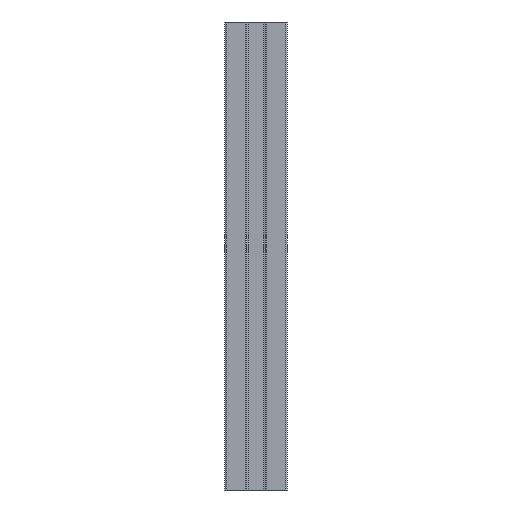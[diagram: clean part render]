
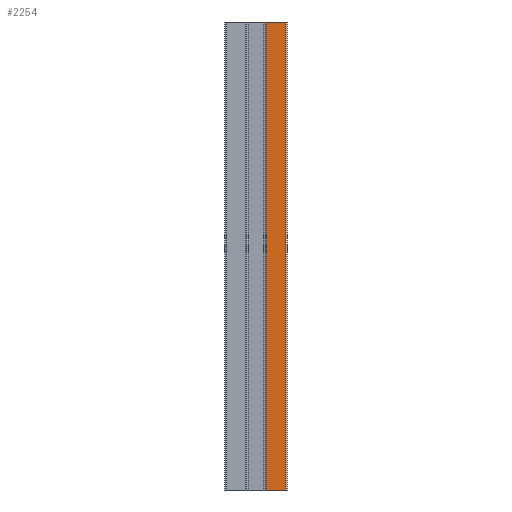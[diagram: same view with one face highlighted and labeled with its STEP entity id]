
A CAD part, front view. The second image highlights one B-rep face of the part: STEP entity #2254.
In plain terms, the highlighted planar face has unit normal (0, -1, 0).
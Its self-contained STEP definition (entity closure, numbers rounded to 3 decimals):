
#12 = LINE ( 'NONE', #925, #2184 ) ;
#191 = LINE ( 'NONE', #1815, #515 ) ;
#192 = VECTOR ( 'NONE', #600, 1000. ) ;
#216 = ORIENTED_EDGE ( 'NONE', *, *, #276, .F. ) ;
#229 = LINE ( 'NONE', #1868, #1893 ) ;
#276 = EDGE_CURVE ( 'NONE', #2175, #1594, #585, .T. ) ;
#380 = ORIENTED_EDGE ( 'NONE', *, *, #1304, .T. ) ;
#450 = ORIENTED_EDGE ( 'NONE', *, *, #1286, .F. ) ;
#505 = CARTESIAN_POINT ( 'NONE',  ( 3.35, -10., 150. ) ) ;
#515 = VECTOR ( 'NONE', #2410, 1000. ) ;
#517 = DIRECTION ( 'NONE',  ( 1., 0., 0. ) ) ;
#558 = DIRECTION ( 'NONE',  ( 0., 0., -1. ) ) ;
#573 = EDGE_LOOP ( 'NONE', ( #380, #450, #216, #2390 ) ) ;
#577 = VERTEX_POINT ( 'NONE', #1881 ) ;
#585 = LINE ( 'NONE', #1143, #192 ) ;
#600 = DIRECTION ( 'NONE',  ( 1., 0., 0. ) ) ;
#925 = CARTESIAN_POINT ( 'NONE',  ( 9.5, -10., 150. ) ) ;
#1020 = EDGE_CURVE ( 'NONE', #2175, #577, #229, .T. ) ;
#1143 = CARTESIAN_POINT ( 'NONE',  ( 3.35, -10., 150. ) ) ;
#1234 = PLANE ( 'NONE',  #1333 ) ;
#1265 = DIRECTION ( 'NONE',  ( 0., 1., 0. ) ) ;
#1286 = EDGE_CURVE ( 'NONE', #1594, #1522, #12, .T. ) ;
#1304 = EDGE_CURVE ( 'NONE', #577, #1522, #191, .T. ) ;
#1333 = AXIS2_PLACEMENT_3D ( 'NONE', #505, #1265, #517 ) ;
#1398 = CARTESIAN_POINT ( 'NONE',  ( 9.5, -10., 0. ) ) ;
#1522 = VERTEX_POINT ( 'NONE', #1398 ) ;
#1553 = CARTESIAN_POINT ( 'NONE',  ( 3.35, -10., 150. ) ) ;
#1594 = VERTEX_POINT ( 'NONE', #1976 ) ;
#1666 = DIRECTION ( 'NONE',  ( 0., 0., -1. ) ) ;
#1815 = CARTESIAN_POINT ( 'NONE',  ( 3.35, -10., 0. ) ) ;
#1823 = FACE_OUTER_BOUND ( 'NONE', #573, .T. ) ;
#1868 = CARTESIAN_POINT ( 'NONE',  ( 3.35, -10., 150. ) ) ;
#1881 = CARTESIAN_POINT ( 'NONE',  ( 3.35, -10., 0. ) ) ;
#1893 = VECTOR ( 'NONE', #558, 1000. ) ;
#1976 = CARTESIAN_POINT ( 'NONE',  ( 9.5, -10., 150. ) ) ;
#2175 = VERTEX_POINT ( 'NONE', #1553 ) ;
#2184 = VECTOR ( 'NONE', #1666, 1000. ) ;
#2254 = ADVANCED_FACE ( 'NONE', ( #1823 ), #1234, .F. ) ;
#2390 = ORIENTED_EDGE ( 'NONE', *, *, #1020, .T. ) ;
#2410 = DIRECTION ( 'NONE',  ( 1., 0., 0. ) ) ;
